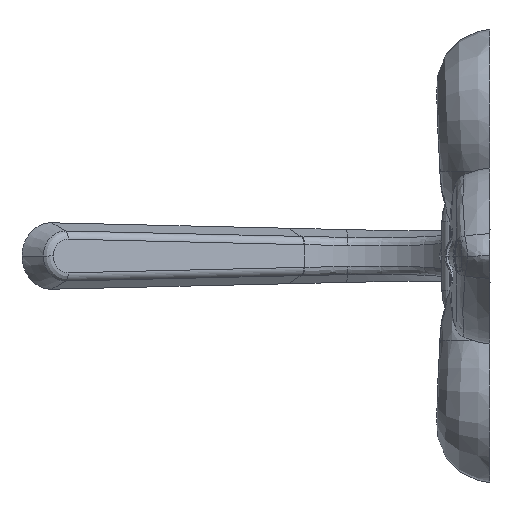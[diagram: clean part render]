
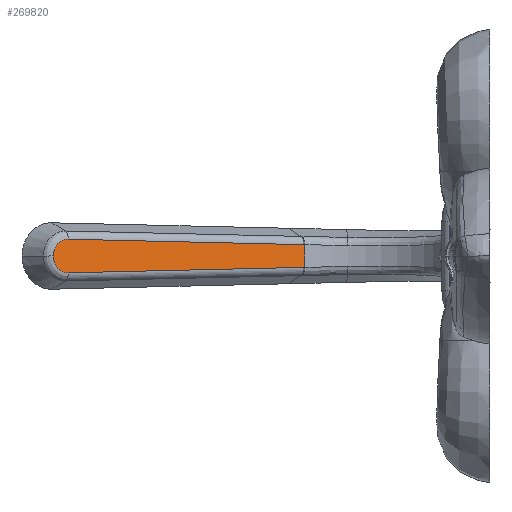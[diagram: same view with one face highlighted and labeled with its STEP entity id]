
A CAD part, left-side view. The second image highlights one B-rep face of the part: STEP entity #269820.
In plain terms, the highlighted planar face has unit normal (-0.878, -0.479, 0).
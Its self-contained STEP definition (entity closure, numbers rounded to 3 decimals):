
#267650=CARTESIAN_POINT('',(28.296,10.792,
0.662));
#267660=VERTEX_POINT('',#267650);
#268750=CARTESIAN_POINT('',(28.296,10.792,
-0.662));
#268760=VERTEX_POINT('',#268750);
#268790=CARTESIAN_POINT('',(28.296,10.792,
0.662));
#268800=DIRECTION('',(0.,0.,-1.));
#268810=VECTOR('',#268800,1.323);
#268820=LINE('',#268790,#268810);
#268830=EDGE_CURVE('',#267660,#268760,#268820,.T.);
#268880=CARTESIAN_POINT('',(28.296,10.792,0.));
#268890=DIRECTION('',(-0.878,-0.479,-0.));
#268900=DIRECTION('',(-0.479,0.878,0.));
#268910=AXIS2_PLACEMENT_3D('',#268880,#268890,#268900);
#268920=PLANE('',#268910);
#268930=CARTESIAN_POINT('',(20.306,25.447,
0.));
#268940=CARTESIAN_POINT('',(20.306,25.447,
0.026));
#268950=CARTESIAN_POINT('',(20.307,25.445,
0.078));
#268960=CARTESIAN_POINT('',(20.312,25.437,
0.156));
#268970=CARTESIAN_POINT('',(20.319,25.423,
0.232));
#268980=CARTESIAN_POINT('',(20.329,25.404,
0.307));
#268990=CARTESIAN_POINT('',(20.343,25.38,
0.38));
#269000=CARTESIAN_POINT('',(20.358,25.351,0.451
));
#269010=CARTESIAN_POINT('',(20.377,25.317,
0.519));
#269020=CARTESIAN_POINT('',(20.398,25.279,0.583
));
#269030=CARTESIAN_POINT('',(20.421,25.236,
0.644));
#269040=CARTESIAN_POINT('',(20.447,25.189,0.701
));
#269050=CARTESIAN_POINT('',(20.475,25.138,
0.753));
#269060=CARTESIAN_POINT('',(20.504,25.084,
0.801));
#269070=CARTESIAN_POINT('',(20.536,25.026,
0.843));
#269080=CARTESIAN_POINT('',(20.568,24.966,
0.88));
#269090=CARTESIAN_POINT('',(20.603,24.903,
0.912));
#269100=CARTESIAN_POINT('',(20.638,24.839,
0.938));
#269110=CARTESIAN_POINT('',(20.674,24.772,
0.957));
#269120=CARTESIAN_POINT('',(20.711,24.705,
0.971));
#269130=CARTESIAN_POINT('',(20.748,24.637,
0.979));
#269140=CARTESIAN_POINT('',(20.773,24.591,
0.98));
#269150=CARTESIAN_POINT('',(20.785,24.569,0.979
));
#269160=B_SPLINE_CURVE_WITH_KNOTS('',3,(#268930,#268940,#268950,#268960,
#268970,#268980,#268990,#269000,#269010,#269020,#269030,#269040,#269050,
#269060,#269070,#269080,#269090,#269100,#269110,#269120,#269130,#269140,
#269150),.UNSPECIFIED.,.F.,.F.,(4,1,1,1,1,1,1,1,1,1,1,1,1,1,1,1,1,1,1,1,
4),(0.,0.05,0.1,0.15,0.2,0.25,0.3,0.35,0.4,0.45,0.5,0.55,0.6,0.65,0.7,
0.75,0.8,0.85,0.9,0.95,1.),.UNSPECIFIED.);
#269170=CARTESIAN_POINT('',(20.306,25.447,
0.));
#269180=VERTEX_POINT('',#269170);
#269190=CARTESIAN_POINT('',(20.785,24.569,0.979
));
#269200=VERTEX_POINT('',#269190);
#269210=EDGE_CURVE('',#269180,#269200,#269160,.T.);
#269220=ORIENTED_EDGE('',*,*,#269210,.F.);
#269230=CARTESIAN_POINT('',(20.785,24.569,0.979
));
#269240=DIRECTION('',(0.479,-0.878,
-0.02));
#269250=VECTOR('',#269240,15.641);
#269260=LINE('',#269230,#269250);
#269270=CARTESIAN_POINT('',(28.271,10.839,0.663)
);
#269280=VERTEX_POINT('',#269270);
#269290=EDGE_CURVE('',#269200,#269280,#269260,.T.);
#269300=ORIENTED_EDGE('',*,*,#269290,.F.);
#269310=CARTESIAN_POINT('',(28.271,10.839,0.663)
);
#269320=DIRECTION('',(0.479,-0.878,
-0.019));
#269330=VECTOR('',#269320,1.);
#269340=LINE('',#269310,#269330);
#269350=EDGE_CURVE('',#269280,#267660,#269340,.T.);
#269360=ORIENTED_EDGE('',*,*,#269350,.F.);
#269370=ORIENTED_EDGE('',*,*,#268830,.F.);
#269380=CARTESIAN_POINT('',(28.271,10.839,-0.663
));
#269390=DIRECTION('',(0.479,-0.878,
0.019));
#269400=VECTOR('',#269390,1.);
#269410=LINE('',#269380,#269400);
#269420=CARTESIAN_POINT('',(28.271,10.839,-0.663
));
#269430=VERTEX_POINT('',#269420);
#269440=EDGE_CURVE('',#269430,#268760,#269410,.T.);
#269450=ORIENTED_EDGE('',*,*,#269440,.T.);
#269460=CARTESIAN_POINT('',(20.785,24.569,
-0.979));
#269470=DIRECTION('',(0.479,-0.878,
0.02));
#269480=VECTOR('',#269470,15.641);
#269490=LINE('',#269460,#269480);
#269500=CARTESIAN_POINT('',(20.785,24.569,
-0.979));
#269510=VERTEX_POINT('',#269500);
#269520=EDGE_CURVE('',#269510,#269430,#269490,.T.);
#269530=ORIENTED_EDGE('',*,*,#269520,.T.);
#269540=CARTESIAN_POINT('',(20.306,25.447,
0.));
#269550=CARTESIAN_POINT('',(20.306,25.447,
-0.026));
#269560=CARTESIAN_POINT('',(20.307,25.445,
-0.078));
#269570=CARTESIAN_POINT('',(20.312,25.437,
-0.156));
#269580=CARTESIAN_POINT('',(20.319,25.423,
-0.232));
#269590=CARTESIAN_POINT('',(20.329,25.404,
-0.307));
#269600=CARTESIAN_POINT('',(20.343,25.38,
-0.38));
#269610=CARTESIAN_POINT('',(20.358,25.351,
-0.451));
#269620=CARTESIAN_POINT('',(20.377,25.317,
-0.519));
#269630=CARTESIAN_POINT('',(20.398,25.279,
-0.583));
#269640=CARTESIAN_POINT('',(20.421,25.236,
-0.644));
#269650=CARTESIAN_POINT('',(20.447,25.189,
-0.701));
#269660=CARTESIAN_POINT('',(20.475,25.138,
-0.753));
#269670=CARTESIAN_POINT('',(20.504,25.084,
-0.801));
#269680=CARTESIAN_POINT('',(20.536,25.026,
-0.843));
#269690=CARTESIAN_POINT('',(20.568,24.966,
-0.88));
#269700=CARTESIAN_POINT('',(20.603,24.903,
-0.912));
#269710=CARTESIAN_POINT('',(20.638,24.839,
-0.938));
#269720=CARTESIAN_POINT('',(20.674,24.772,
-0.957));
#269730=CARTESIAN_POINT('',(20.711,24.705,
-0.971));
#269740=CARTESIAN_POINT('',(20.748,24.637,
-0.979));
#269750=CARTESIAN_POINT('',(20.773,24.591,
-0.98));
#269760=CARTESIAN_POINT('',(20.785,24.569,
-0.979));
#269770=B_SPLINE_CURVE_WITH_KNOTS('',3,(#269540,#269550,#269560,#269570,
#269580,#269590,#269600,#269610,#269620,#269630,#269640,#269650,#269660,
#269670,#269680,#269690,#269700,#269710,#269720,#269730,#269740,#269750,
#269760),.UNSPECIFIED.,.F.,.F.,(4,1,1,1,1,1,1,1,1,1,1,1,1,1,1,1,1,1,1,1,
4),(0.,0.05,0.1,0.15,0.2,0.25,0.3,0.35,0.4,0.45,0.5,0.55,0.6,0.65,0.7,
0.75,0.8,0.85,0.9,0.95,1.),.UNSPECIFIED.);
#269780=EDGE_CURVE('',#269180,#269510,#269770,.T.);
#269790=ORIENTED_EDGE('',*,*,#269780,.T.);
#269800=EDGE_LOOP('',(#269790,#269530,#269450,#269370,#269360,#269300,
#269220));
#269810=FACE_OUTER_BOUND('',#269800,.T.);
#269820=ADVANCED_FACE('',(#269810),#268920,.T.);
